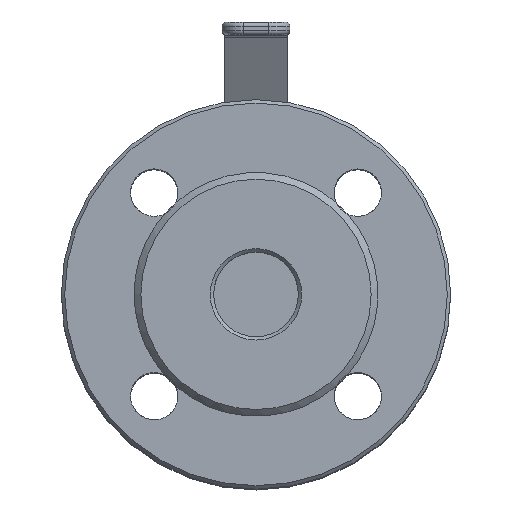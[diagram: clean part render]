
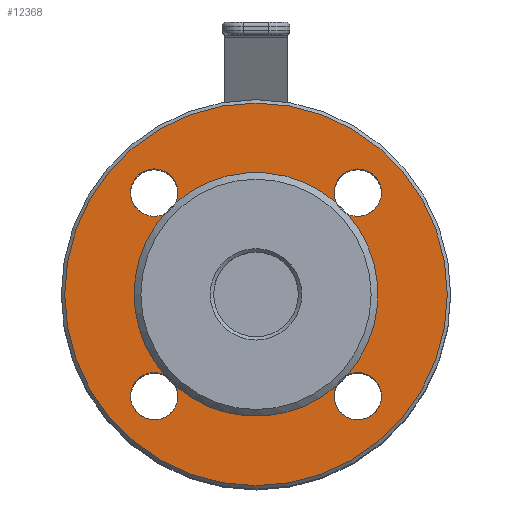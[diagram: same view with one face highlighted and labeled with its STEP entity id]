
A CAD part, top view. The second image highlights one B-rep face of the part: STEP entity #12368.
In plain terms, the highlighted face is planar.
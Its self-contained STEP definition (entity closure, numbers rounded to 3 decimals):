
#286=FACE_BOUND('',#4115,.T.);
#688=PLANE('',#13697);
#3342=FACE_OUTER_BOUND('',#4114,.T.);
#4114=EDGE_LOOP('',(#10630));
#4115=EDGE_LOOP('',(#10631,#10632,#10633,#10634,#10635,#10636,#10637,#10638,
#10639,#10640,#10641,#10642,#10643));
#4712=CIRCLE('',#13693,56.5);
#4715=CIRCLE('',#13698,36.);
#4716=CIRCLE('',#13699,7.);
#4717=CIRCLE('',#13700,7.);
#4718=CIRCLE('',#13701,36.);
#4719=CIRCLE('',#13702,7.);
#4720=CIRCLE('',#13703,7.);
#4721=CIRCLE('',#13704,36.);
#4722=CIRCLE('',#13705,7.);
#4723=CIRCLE('',#13706,7.);
#4724=CIRCLE('',#13707,36.);
#4725=CIRCLE('',#13708,36.);
#4726=CIRCLE('',#13709,7.);
#4727=CIRCLE('',#13710,7.);
#5726=VERTEX_POINT('',#24636);
#5729=VERTEX_POINT('',#24646);
#5730=VERTEX_POINT('',#24647);
#5731=VERTEX_POINT('',#24649);
#5732=VERTEX_POINT('',#24651);
#5733=VERTEX_POINT('',#24653);
#5734=VERTEX_POINT('',#24655);
#5735=VERTEX_POINT('',#24657);
#5736=VERTEX_POINT('',#24659);
#5737=VERTEX_POINT('',#24661);
#5738=VERTEX_POINT('',#24663);
#5739=VERTEX_POINT('',#24665);
#5740=VERTEX_POINT('',#24667);
#5741=VERTEX_POINT('',#24669);
#7375=EDGE_CURVE('',#5726,#5726,#4712,.T.);
#7379=EDGE_CURVE('',#5729,#5730,#4715,.T.);
#7380=EDGE_CURVE('',#5731,#5729,#4716,.T.);
#7381=EDGE_CURVE('',#5732,#5731,#4717,.T.);
#7382=EDGE_CURVE('',#5733,#5732,#4718,.T.);
#7383=EDGE_CURVE('',#5734,#5733,#4719,.T.);
#7384=EDGE_CURVE('',#5735,#5734,#4720,.T.);
#7385=EDGE_CURVE('',#5736,#5735,#4721,.T.);
#7386=EDGE_CURVE('',#5737,#5736,#4722,.T.);
#7387=EDGE_CURVE('',#5738,#5737,#4723,.T.);
#7388=EDGE_CURVE('',#5739,#5738,#4724,.T.);
#7389=EDGE_CURVE('',#5740,#5739,#4725,.T.);
#7390=EDGE_CURVE('',#5741,#5740,#4726,.T.);
#7391=EDGE_CURVE('',#5730,#5741,#4727,.T.);
#10630=ORIENTED_EDGE('',*,*,#7375,.F.);
#10631=ORIENTED_EDGE('',*,*,#7379,.F.);
#10632=ORIENTED_EDGE('',*,*,#7380,.F.);
#10633=ORIENTED_EDGE('',*,*,#7381,.F.);
#10634=ORIENTED_EDGE('',*,*,#7382,.F.);
#10635=ORIENTED_EDGE('',*,*,#7383,.F.);
#10636=ORIENTED_EDGE('',*,*,#7384,.F.);
#10637=ORIENTED_EDGE('',*,*,#7385,.F.);
#10638=ORIENTED_EDGE('',*,*,#7386,.F.);
#10639=ORIENTED_EDGE('',*,*,#7387,.F.);
#10640=ORIENTED_EDGE('',*,*,#7388,.F.);
#10641=ORIENTED_EDGE('',*,*,#7389,.F.);
#10642=ORIENTED_EDGE('',*,*,#7390,.F.);
#10643=ORIENTED_EDGE('',*,*,#7391,.F.);
#12368=ADVANCED_FACE('',(#3342,#286),#688,.F.);
#13693=AXIS2_PLACEMENT_3D('',#24638,#16697,#16698);
#13697=AXIS2_PLACEMENT_3D('',#24645,#16706,#16707);
#13698=AXIS2_PLACEMENT_3D('',#24648,#16708,#16709);
#13699=AXIS2_PLACEMENT_3D('',#24650,#16710,#16711);
#13700=AXIS2_PLACEMENT_3D('',#24652,#16712,#16713);
#13701=AXIS2_PLACEMENT_3D('',#24654,#16714,#16715);
#13702=AXIS2_PLACEMENT_3D('',#24656,#16716,#16717);
#13703=AXIS2_PLACEMENT_3D('',#24658,#16718,#16719);
#13704=AXIS2_PLACEMENT_3D('',#24660,#16720,#16721);
#13705=AXIS2_PLACEMENT_3D('',#24662,#16722,#16723);
#13706=AXIS2_PLACEMENT_3D('',#24664,#16724,#16725);
#13707=AXIS2_PLACEMENT_3D('',#24666,#16726,#16727);
#13708=AXIS2_PLACEMENT_3D('',#24668,#16728,#16729);
#13709=AXIS2_PLACEMENT_3D('',#24670,#16730,#16731);
#13710=AXIS2_PLACEMENT_3D('',#24671,#16732,#16733);
#16697=DIRECTION('center_axis',(0.,0.,1.));
#16698=DIRECTION('ref_axis',(-1.,0.,0.));
#16706=DIRECTION('center_axis',(0.,0.,1.));
#16707=DIRECTION('ref_axis',(1.,0.,0.));
#16708=DIRECTION('center_axis',(0.,0.,-1.));
#16709=DIRECTION('ref_axis',(-1.,0.,0.));
#16710=DIRECTION('center_axis',(0.,0.,-1.));
#16711=DIRECTION('ref_axis',(-1.,0.,0.));
#16712=DIRECTION('center_axis',(0.,0.,-1.));
#16713=DIRECTION('ref_axis',(-1.,0.,0.));
#16714=DIRECTION('center_axis',(0.,0.,-1.));
#16715=DIRECTION('ref_axis',(-1.,0.,0.));
#16716=DIRECTION('center_axis',(0.,0.,-1.));
#16717=DIRECTION('ref_axis',(-1.,0.,0.));
#16718=DIRECTION('center_axis',(0.,0.,-1.));
#16719=DIRECTION('ref_axis',(-1.,0.,0.));
#16720=DIRECTION('center_axis',(0.,0.,-1.));
#16721=DIRECTION('ref_axis',(-1.,0.,0.));
#16722=DIRECTION('center_axis',(0.,0.,-1.));
#16723=DIRECTION('ref_axis',(-1.,0.,0.));
#16724=DIRECTION('center_axis',(0.,0.,-1.));
#16725=DIRECTION('ref_axis',(-1.,0.,0.));
#16726=DIRECTION('center_axis',(0.,0.,-1.));
#16727=DIRECTION('ref_axis',(-1.,0.,0.));
#16728=DIRECTION('center_axis',(0.,0.,-1.));
#16729=DIRECTION('ref_axis',(-1.,0.,0.));
#16730=DIRECTION('center_axis',(0.,0.,-1.));
#16731=DIRECTION('ref_axis',(-1.,0.,0.));
#16732=DIRECTION('center_axis',(0.,0.,-1.));
#16733=DIRECTION('ref_axis',(-1.,0.,0.));
#24636=CARTESIAN_POINT('',(56.5,0.,0.));
#24638=CARTESIAN_POINT('Origin',(0.,0.,0.));
#24645=CARTESIAN_POINT('Origin',(0.,0.,0.));
#24646=CARTESIAN_POINT('',(-23.71,27.09,0.));
#24647=CARTESIAN_POINT('',(23.71,27.09,0.));
#24648=CARTESIAN_POINT('Origin',(0.,0.,0.));
#24649=CARTESIAN_POINT('',(-23.052,30.052,0.));
#24650=CARTESIAN_POINT('Origin',(-30.052,30.052,0.));
#24651=CARTESIAN_POINT('',(-27.09,23.71,0.));
#24652=CARTESIAN_POINT('Origin',(-30.052,30.052,0.));
#24653=CARTESIAN_POINT('',(-27.09,-23.71,0.));
#24654=CARTESIAN_POINT('Origin',(0.,0.,0.));
#24655=CARTESIAN_POINT('',(-23.052,-30.052,0.));
#24656=CARTESIAN_POINT('Origin',(-30.052,-30.052,0.));
#24657=CARTESIAN_POINT('',(-23.71,-27.09,0.));
#24658=CARTESIAN_POINT('Origin',(-30.052,-30.052,0.));
#24659=CARTESIAN_POINT('',(23.71,-27.09,0.));
#24660=CARTESIAN_POINT('Origin',(0.,0.,0.));
#24661=CARTESIAN_POINT('',(37.052,-30.052,0.));
#24662=CARTESIAN_POINT('Origin',(30.052,-30.052,0.));
#24663=CARTESIAN_POINT('',(27.09,-23.71,0.));
#24664=CARTESIAN_POINT('Origin',(30.052,-30.052,0.));
#24665=CARTESIAN_POINT('',(36.,0.,0.));
#24666=CARTESIAN_POINT('Origin',(0.,0.,0.));
#24667=CARTESIAN_POINT('',(27.09,23.71,0.));
#24668=CARTESIAN_POINT('Origin',(0.,0.,0.));
#24669=CARTESIAN_POINT('',(37.052,30.052,0.));
#24670=CARTESIAN_POINT('Origin',(30.052,30.052,0.));
#24671=CARTESIAN_POINT('Origin',(30.052,30.052,0.));
